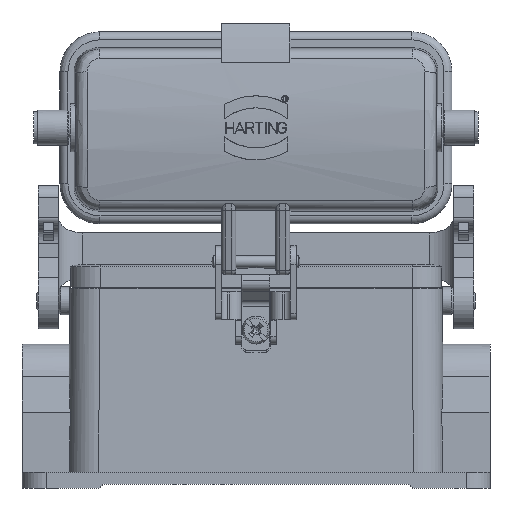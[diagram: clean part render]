
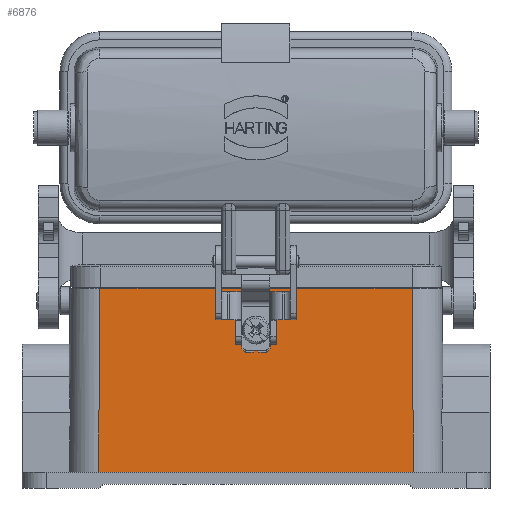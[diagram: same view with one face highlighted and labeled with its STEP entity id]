
A CAD part, front view. The second image highlights one B-rep face of the part: STEP entity #6876.
In plain terms, the highlighted planar face has unit normal (0, -1, 0.007).
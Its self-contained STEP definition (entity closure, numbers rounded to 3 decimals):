
#3845=FACE_OUTER_BOUND('',#8336,.T.);
#4801=LINE('',#26114,#5958);
#4802=LINE('',#26117,#5959);
#4803=LINE('',#26119,#5960);
#4804=LINE('',#26121,#5961);
#4805=LINE('',#26123,#5962);
#4806=LINE('',#26125,#5963);
#4807=LINE('',#26127,#5964);
#4808=LINE('',#26129,#5965);
#4809=LINE('',#26131,#5966);
#4810=LINE('',#26133,#5967);
#4811=LINE('',#26135,#5968);
#4812=LINE('',#26137,#5969);
#4813=LINE('',#26139,#5970);
#4814=LINE('',#26141,#5971);
#4815=LINE('',#26143,#5972);
#4816=LINE('',#26147,#5973);
#4817=LINE('',#26149,#5974);
#4818=LINE('',#26153,#5975);
#4819=LINE('',#26155,#5976);
#4820=LINE('',#26159,#5977);
#4821=LINE('',#26161,#5978);
#4822=LINE('',#26163,#5979);
#4823=LINE('',#26165,#5980);
#4824=LINE('',#26167,#5981);
#4825=LINE('',#26169,#5982);
#5958=VECTOR('',#20246,1.);
#5959=VECTOR('',#20247,1.);
#5960=VECTOR('',#20248,1.);
#5961=VECTOR('',#20249,1.);
#5962=VECTOR('',#20250,1.);
#5963=VECTOR('',#20251,1.);
#5964=VECTOR('',#20252,1.);
#5965=VECTOR('',#20253,1.);
#5966=VECTOR('',#20254,1.);
#5967=VECTOR('',#20255,1.);
#5968=VECTOR('',#20256,1.);
#5969=VECTOR('',#20257,1.);
#5970=VECTOR('',#20258,1.);
#5971=VECTOR('',#20259,1.);
#5972=VECTOR('',#20260,1.);
#5973=VECTOR('',#20263,1.);
#5974=VECTOR('',#20264,1.);
#5975=VECTOR('',#20267,1.);
#5976=VECTOR('',#20268,1.);
#5977=VECTOR('',#20271,1.);
#5978=VECTOR('',#20272,1.);
#5979=VECTOR('',#20273,1.);
#5980=VECTOR('',#20274,1.);
#5981=VECTOR('',#20275,1.);
#5982=VECTOR('',#20276,1.);
#6876=ADVANCED_FACE('',(#3845),#7494,.F.);
#7494=PLANE('',#17621);
#8336=EDGE_LOOP('',(#10830,#10831,#10832,#10833,#10834,#10835,#10836,#10837,
#10838,#10839,#10840,#10841,#10842,#10843,#10844,#10845,#10846,#10847,#10848,
#10849,#10850,#10851,#10852,#10853,#10854,#10855,#10856,#10857));
#10830=ORIENTED_EDGE('',*,*,#15082,.F.);
#10831=ORIENTED_EDGE('',*,*,#15083,.T.);
#10832=ORIENTED_EDGE('',*,*,#15084,.T.);
#10833=ORIENTED_EDGE('',*,*,#15085,.T.);
#10834=ORIENTED_EDGE('',*,*,#15086,.F.);
#10835=ORIENTED_EDGE('',*,*,#15087,.T.);
#10836=ORIENTED_EDGE('',*,*,#15088,.T.);
#10837=ORIENTED_EDGE('',*,*,#15089,.T.);
#10838=ORIENTED_EDGE('',*,*,#15090,.F.);
#10839=ORIENTED_EDGE('',*,*,#15091,.F.);
#10840=ORIENTED_EDGE('',*,*,#15092,.F.);
#10841=ORIENTED_EDGE('',*,*,#15093,.T.);
#10842=ORIENTED_EDGE('',*,*,#15094,.F.);
#10843=ORIENTED_EDGE('',*,*,#15095,.F.);
#10844=ORIENTED_EDGE('',*,*,#15096,.F.);
#10845=ORIENTED_EDGE('',*,*,#15097,.F.);
#10846=ORIENTED_EDGE('',*,*,#15098,.F.);
#10847=ORIENTED_EDGE('',*,*,#15099,.F.);
#10848=ORIENTED_EDGE('',*,*,#15100,.F.);
#10849=ORIENTED_EDGE('',*,*,#15101,.F.);
#10850=ORIENTED_EDGE('',*,*,#15102,.F.);
#10851=ORIENTED_EDGE('',*,*,#15103,.F.);
#10852=ORIENTED_EDGE('',*,*,#15104,.F.);
#10853=ORIENTED_EDGE('',*,*,#15105,.F.);
#10854=ORIENTED_EDGE('',*,*,#15106,.F.);
#10855=ORIENTED_EDGE('',*,*,#15107,.T.);
#10856=ORIENTED_EDGE('',*,*,#15108,.F.);
#10857=ORIENTED_EDGE('',*,*,#15109,.F.);
#13423=VERTEX_POINT('',#26115);
#13424=VERTEX_POINT('',#26116);
#13425=VERTEX_POINT('',#26118);
#13426=VERTEX_POINT('',#26120);
#13427=VERTEX_POINT('',#26122);
#13428=VERTEX_POINT('',#26124);
#13429=VERTEX_POINT('',#26126);
#13430=VERTEX_POINT('',#26128);
#13431=VERTEX_POINT('',#26130);
#13432=VERTEX_POINT('',#26132);
#13433=VERTEX_POINT('',#26134);
#13434=VERTEX_POINT('',#26136);
#13435=VERTEX_POINT('',#26138);
#13436=VERTEX_POINT('',#26140);
#13437=VERTEX_POINT('',#26142);
#13438=VERTEX_POINT('',#26144);
#13439=VERTEX_POINT('',#26146);
#13440=VERTEX_POINT('',#26148);
#13441=VERTEX_POINT('',#26150);
#13442=VERTEX_POINT('',#26152);
#13443=VERTEX_POINT('',#26154);
#13444=VERTEX_POINT('',#26156);
#13445=VERTEX_POINT('',#26158);
#13446=VERTEX_POINT('',#26160);
#13447=VERTEX_POINT('',#26162);
#13448=VERTEX_POINT('',#26164);
#13449=VERTEX_POINT('',#26166);
#13450=VERTEX_POINT('',#26168);
#15082=EDGE_CURVE('',#13423,#13424,#4801,.T.);
#15083=EDGE_CURVE('',#13423,#13425,#4802,.T.);
#15084=EDGE_CURVE('',#13425,#13426,#4803,.T.);
#15085=EDGE_CURVE('',#13426,#13427,#4804,.T.);
#15086=EDGE_CURVE('',#13428,#13427,#4805,.T.);
#15087=EDGE_CURVE('',#13428,#13429,#4806,.T.);
#15088=EDGE_CURVE('',#13429,#13430,#4807,.T.);
#15089=EDGE_CURVE('',#13430,#13431,#4808,.T.);
#15090=EDGE_CURVE('',#13432,#13431,#4809,.T.);
#15091=EDGE_CURVE('',#13433,#13432,#4810,.T.);
#15092=EDGE_CURVE('',#13434,#13433,#4811,.T.);
#15093=EDGE_CURVE('',#13434,#13435,#4812,.T.);
#15094=EDGE_CURVE('',#13436,#13435,#4813,.T.);
#15095=EDGE_CURVE('',#13437,#13436,#4814,.T.);
#15096=EDGE_CURVE('',#13438,#13437,#4815,.T.);
#15097=EDGE_CURVE('',#13439,#13438,#16274,.T.);
#15098=EDGE_CURVE('',#13440,#13439,#4816,.T.);
#15099=EDGE_CURVE('',#13441,#13440,#4817,.T.);
#15100=EDGE_CURVE('',#13442,#13441,#16275,.T.);
#15101=EDGE_CURVE('',#13443,#13442,#4818,.T.);
#15102=EDGE_CURVE('',#13444,#13443,#4819,.T.);
#15103=EDGE_CURVE('',#13445,#13444,#16276,.T.);
#15104=EDGE_CURVE('',#13446,#13445,#4820,.T.);
#15105=EDGE_CURVE('',#13447,#13446,#4821,.T.);
#15106=EDGE_CURVE('',#13448,#13447,#4822,.T.);
#15107=EDGE_CURVE('',#13448,#13449,#4823,.T.);
#15108=EDGE_CURVE('',#13450,#13449,#4824,.T.);
#15109=EDGE_CURVE('',#13424,#13450,#4825,.T.);
#16274=CIRCLE('',#17618,1.);
#16275=CIRCLE('',#17619,0.5);
#16276=CIRCLE('',#17620,1.);
#17618=AXIS2_PLACEMENT_3D('',#26145,#20261,#20262);
#17619=AXIS2_PLACEMENT_3D('',#26151,#20265,#20266);
#17620=AXIS2_PLACEMENT_3D('',#26157,#20269,#20270);
#17621=AXIS2_PLACEMENT_3D('',#26170,#20277,#20278);
#20246=DIRECTION('',(-1.,0.,0.));
#20247=DIRECTION('',(0.,0.007,1.));
#20248=DIRECTION('',(-1.,0.,0.));
#20249=DIRECTION('',(-0.007,-0.007,-1.));
#20250=DIRECTION('',(-1.,0.,0.));
#20251=DIRECTION('',(-0.007,0.007,1.));
#20252=DIRECTION('',(-1.,0.,0.));
#20253=DIRECTION('',(0.,-0.007,-1.));
#20254=DIRECTION('',(-1.,0.,0.));
#20255=DIRECTION('',(0.,-0.007,-1.));
#20256=DIRECTION('',(-1.,0.,0.));
#20257=DIRECTION('',(0.,-0.007,-1.));
#20258=DIRECTION('',(1.,0.,0.));
#20259=DIRECTION('',(0.,0.007,1.));
#20260=DIRECTION('',(0.5,0.006,0.866));
#20261=DIRECTION('',(0.,-1.,0.007));
#20262=DIRECTION('',(0.866,-0.004,-0.5));
#20263=DIRECTION('',(1.,0.,0.));
#20264=DIRECTION('',(0.707,-0.005,-0.707));
#20265=DIRECTION('',(0.,1.,-0.007));
#20266=DIRECTION('',(0.,0.007,1.));
#20267=DIRECTION('',(0.707,0.005,0.707));
#20268=DIRECTION('',(1.,0.,0.));
#20269=DIRECTION('',(0.,-1.,0.007));
#20270=DIRECTION('',(0.,-0.007,-1.));
#20271=DIRECTION('',(0.5,-0.006,-0.866));
#20272=DIRECTION('',(0.,-0.007,-1.));
#20273=DIRECTION('',(1.,0.,0.));
#20274=DIRECTION('',(0.,0.007,1.));
#20275=DIRECTION('',(-1.,0.,0.));
#20276=DIRECTION('',(0.,0.007,1.));
#20277=DIRECTION('',(0.,1.,-0.007));
#20278=DIRECTION('',(0.,-0.007,-1.));
#26114=CARTESIAN_POINT('',(-1.75,-21.509,4.45));
#26115=CARTESIAN_POINT('',(-1.6,-21.509,4.45));
#26116=CARTESIAN_POINT('',(-1.75,-21.509,4.45));
#26117=CARTESIAN_POINT('',(-1.6,-21.5,5.7));
#26118=CARTESIAN_POINT('',(-1.6,-21.5,5.7));
#26119=CARTESIAN_POINT('',(-200.,-21.5,5.7));
#26120=CARTESIAN_POINT('',(-39.05,-21.5,5.7));
#26121=CARTESIAN_POINT('',(-39.351,-21.825,-40.299));
#26122=CARTESIAN_POINT('',(-39.35,-21.825,-40.25));
#26123=CARTESIAN_POINT('',(0.,-21.825,-40.25));
#26124=CARTESIAN_POINT('',(39.35,-21.825,-40.25));
#26125=CARTESIAN_POINT('',(39.051,-21.5,5.651));
#26126=CARTESIAN_POINT('',(39.05,-21.5,5.7));
#26127=CARTESIAN_POINT('',(-200.,-21.5,5.7));
#26128=CARTESIAN_POINT('',(1.6,-21.5,5.7));
#26129=CARTESIAN_POINT('',(1.6,-21.5,5.7));
#26130=CARTESIAN_POINT('',(1.6,-21.509,4.45));
#26131=CARTESIAN_POINT('',(-1.75,-21.509,4.45));
#26132=CARTESIAN_POINT('',(1.75,-21.509,4.45));
#26133=CARTESIAN_POINT('',(1.75,-21.509,4.45));
#26134=CARTESIAN_POINT('',(1.75,-21.507,4.75));
#26135=CARTESIAN_POINT('',(5.1,-21.507,4.75));
#26136=CARTESIAN_POINT('',(3.6,-21.507,4.75));
#26137=CARTESIAN_POINT('',(3.6,-21.606,-9.25));
#26138=CARTESIAN_POINT('',(3.6,-21.599,-8.25));
#26139=CARTESIAN_POINT('',(3.5,-21.599,-8.25));
#26140=CARTESIAN_POINT('',(3.5,-21.599,-8.25));
#26141=CARTESIAN_POINT('',(3.5,-21.606,-9.25));
#26142=CARTESIAN_POINT('',(3.5,-21.606,-9.25));
#26143=CARTESIAN_POINT('',(3.211,-21.609,-9.75));
#26144=CARTESIAN_POINT('',(3.211,-21.609,-9.75));
#26145=CARTESIAN_POINT('',(2.345,-21.606,-9.25));
#26146=CARTESIAN_POINT('',(2.345,-21.613,-10.25));
#26147=CARTESIAN_POINT('',(-2.345,-21.613,-10.25));
#26148=CARTESIAN_POINT('',(0.707,-21.613,-10.25));
#26149=CARTESIAN_POINT('',(0.354,-21.61,-9.896));
#26150=CARTESIAN_POINT('',(0.354,-21.61,-9.896));
#26151=CARTESIAN_POINT('',(0.,-21.613,-10.25));
#26152=CARTESIAN_POINT('',(-0.354,-21.61,-9.896));
#26153=CARTESIAN_POINT('',(-0.707,-21.613,-10.25));
#26154=CARTESIAN_POINT('',(-0.707,-21.613,-10.25));
#26155=CARTESIAN_POINT('',(-2.345,-21.613,-10.25));
#26156=CARTESIAN_POINT('',(-2.345,-21.613,-10.25));
#26157=CARTESIAN_POINT('',(-2.345,-21.606,-9.25));
#26158=CARTESIAN_POINT('',(-3.211,-21.609,-9.75));
#26159=CARTESIAN_POINT('',(-3.5,-21.606,-9.25));
#26160=CARTESIAN_POINT('',(-3.5,-21.606,-9.25));
#26161=CARTESIAN_POINT('',(-3.5,-21.599,-8.25));
#26162=CARTESIAN_POINT('',(-3.5,-21.599,-8.25));
#26163=CARTESIAN_POINT('',(-5.1,-21.599,-8.25));
#26164=CARTESIAN_POINT('',(-3.6,-21.599,-8.25));
#26165=CARTESIAN_POINT('',(-3.6,-21.606,-9.25));
#26166=CARTESIAN_POINT('',(-3.6,-21.507,4.75));
#26167=CARTESIAN_POINT('',(5.1,-21.507,4.75));
#26168=CARTESIAN_POINT('',(-1.75,-21.507,4.75));
#26169=CARTESIAN_POINT('',(-1.75,-21.507,4.75));
#26170=CARTESIAN_POINT('',(-200.,-21.5,5.7));
